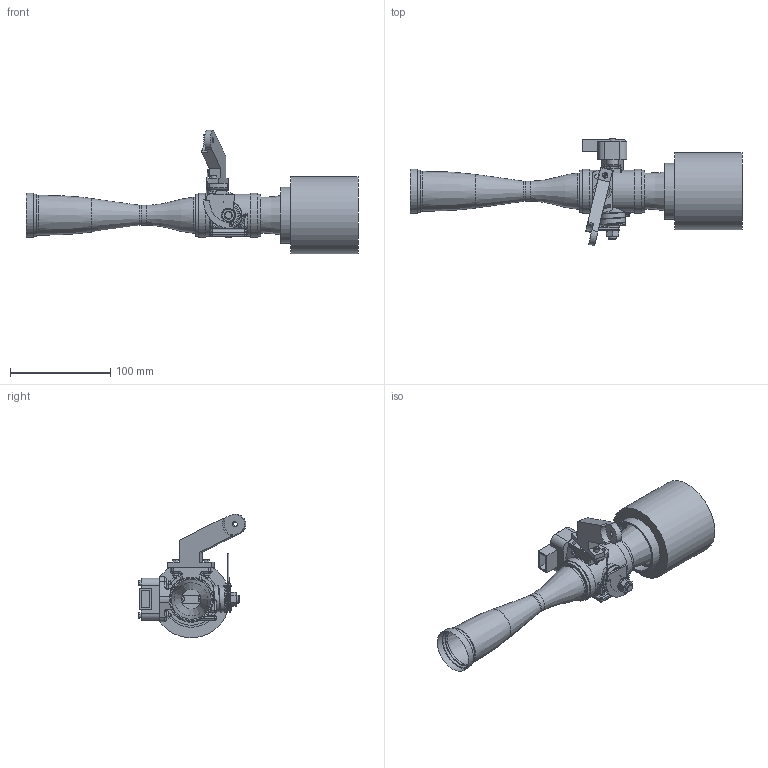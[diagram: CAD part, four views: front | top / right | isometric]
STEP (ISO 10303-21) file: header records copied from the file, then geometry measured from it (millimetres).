
FILE_DESCRIPTION(/* description */ ('','CAx-IF Rec.Pracs.---Representation and Presentation of Product Manufacturing Information (PMI)---3.8---2014-02-18'),/* implementation_level */ '2;1');
FILE_NAME(/* name */ 'Sestava_klapka_final_carbon.stp',/* time_stamp */ '2018-05-28T23:38:20+02:00',/* author */ ('kjeze'),/* organization */ (''),/* preprocessor_version */ 'ST-DEVELOPER v16.13',/* originating_system */ 'Autodesk Inventor 2018',/* authorisation */ '');
FILE_SCHEMA (('AP242_MANAGED_MODEL_BASED_3D_ENGINEERING_MIM_LF { 1 0 10303 442 1 1 4 }'));
Length unit declared in the file: millimetre
Products named in the file (26): Sestava_klapka_final; telo_klapky; klapka; osicka; JIS B 1101 - M3 x 5; domecek_ulozeni; ANSI/B93.98M - 8x22x7-Typ 5; A180FM_0810_10_2; A180SM_0810_10_1; vacka; AS 1237 - 8; CSN 02 1402 - M8; vacka_vedeni; domecek_ulozeni_senzor_2; plocha_restriktor; plocha_trumpetka_D'51; domecek_ulozeni_drzak; rameno_drzaku; TPS; Filtr_Pipercross; ISO 4762  - M3 x 30; ISO 4762  - M3 x 16; CSN 02 1702 - B 3,2; AS 1474 - M3; Bowden; Pruzinka_osova
Assembly tree (34 placements, depth 2):
  Sestava_klapka_final
    telo_klapky
    klapka
    osicka
    JIS B 1101 - M3 x 5  x2
    domecek_ulozeni
    ANSI/B93.98M - 8x22x7-Typ 5
    A180FM_0810_10_2
    A180SM_0810_10_1
    vacka
    AS 1237 - 8
    CSN 02 1402 - M8
    vacka_vedeni  x2
    domecek_ulozeni_senzor_2
    plocha_restriktor
    domecek_ulozeni_drzak
    rameno_drzaku
    TPS
    Filtr_Pipercross
    ISO 4762  - M3 x 30  x2
    ISO 4762  - M3 x 16  x2
    CSN 02 1702 - B 3,2  x4
    AS 1474 - M3  x4
    Bowden
    Pruzinka_osova
  plocha_trumpetka_D'51
Bounding box: 331.82 x 107.63 x 123.46 mm (x, y, z)
Volume: 198243 mm3; surface area: 132539.4 mm2
Topology: 33 solids, 37 shells, 1149 faces, 2869 edges, 1861 vertices
Faces by surface type: plane 664, bspline 220, cylinder 166, cone 47, torus 35, sphere 17
Full cylindrical faces by diameter (mm): 0.5 x1, 1 x1, 2.387 x2, 2.459 x6, 3 x11, 3.2 x4, 3.242 x2, 3.5 x2, 5 x1, 5.5 x4, 6.647 x1, 7 x4, 8 x6, 8.4 x1, 10 x4, 12.974 x2, 14 x3, 14.84 x1, 15 x1, 15.5 x1, 19.2 x1, 19.9 x1, 20.6 x1, 22 x2, 26 x1, 35.958 x1, 36 x2, 39.9 x1, 42 x3, 42.3 x1
Entity records: 35697 total; most frequent: CARTESIAN_POINT 10453, ORIENTED_EDGE 4996, DIRECTION 4453, EDGE_CURVE 2502, VERTEX_POINT 1689, LINE 1631, VECTOR 1631, AXIS2_PLACEMENT_3D 1443
